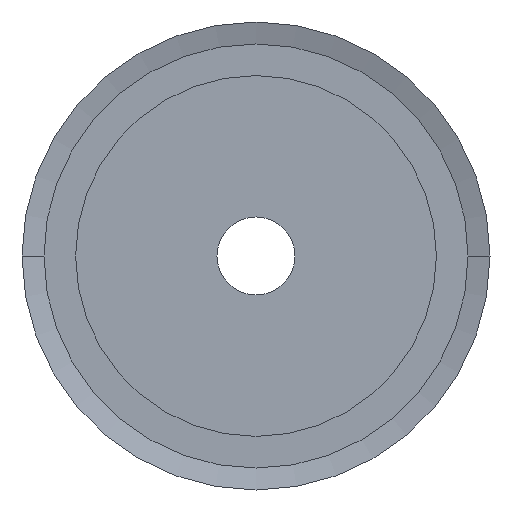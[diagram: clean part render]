
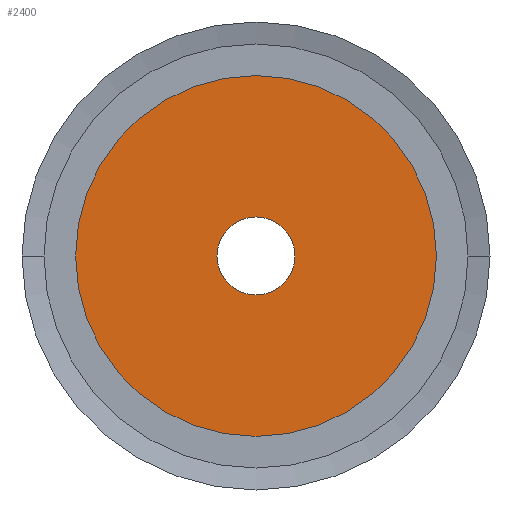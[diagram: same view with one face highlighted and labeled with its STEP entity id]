
A CAD part, left-side view. The second image highlights one B-rep face of the part: STEP entity #2400.
In plain terms, the highlighted planar face has unit normal (-1, 0, 0).
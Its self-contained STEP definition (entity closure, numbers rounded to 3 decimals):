
#2355=CARTESIAN_POINT('',(0.,0.,0.));
#2356=DIRECTION('',(1.,0.,0.));
#2357=DIRECTION('',(0.,0.,-1.));
#2358=AXIS2_PLACEMENT_3D('',#2355,#2356,#2357);
#2359=PLANE('',#2358);
#2360=CARTESIAN_POINT('',(0.,0.,18.5));
#2361=VERTEX_POINT('',#2360);
#2362=CARTESIAN_POINT('',(0.,-0.,-18.5));
#2363=VERTEX_POINT('',#2362);
#2364=CARTESIAN_POINT('',(0.,0.,0.));
#2365=DIRECTION('',(1.,0.,0.));
#2366=DIRECTION('',(0.,0.,-1.));
#2367=AXIS2_PLACEMENT_3D('',#2364,#2365,#2366);
#2368=CIRCLE('',#2367,18.5);
#2369=EDGE_CURVE('',#2361,#2363,#2368,.T.);
#2370=ORIENTED_EDGE('',*,*,#2369,.F.);
#2371=CARTESIAN_POINT('',(0.,0.,0.));
#2372=DIRECTION('',(1.,0.,0.));
#2373=DIRECTION('',(0.,0.,-1.));
#2374=AXIS2_PLACEMENT_3D('',#2371,#2372,#2373);
#2375=CIRCLE('',#2374,18.5);
#2376=EDGE_CURVE('',#2363,#2361,#2375,.T.);
#2377=ORIENTED_EDGE('',*,*,#2376,.F.);
#2378=EDGE_LOOP('',(#2370,#2377));
#2379=FACE_BOUND('',#2378,.T.);
#2380=CARTESIAN_POINT('',(0.,-0.,-4.));
#2381=VERTEX_POINT('',#2380);
#2382=CARTESIAN_POINT('',(0.,0.,4.));
#2383=VERTEX_POINT('',#2382);
#2384=CARTESIAN_POINT('',(0.,0.,0.));
#2385=DIRECTION('',(1.,0.,0.));
#2386=DIRECTION('',(0.,0.,-1.));
#2387=AXIS2_PLACEMENT_3D('',#2384,#2385,#2386);
#2388=CIRCLE('',#2387,4.);
#2389=EDGE_CURVE('',#2381,#2383,#2388,.T.);
#2390=ORIENTED_EDGE('',*,*,#2389,.T.);
#2391=CARTESIAN_POINT('',(0.,0.,0.));
#2392=DIRECTION('',(1.,0.,0.));
#2393=DIRECTION('',(0.,0.,-1.));
#2394=AXIS2_PLACEMENT_3D('',#2391,#2392,#2393);
#2395=CIRCLE('',#2394,4.);
#2396=EDGE_CURVE('',#2383,#2381,#2395,.T.);
#2397=ORIENTED_EDGE('',*,*,#2396,.T.);
#2398=EDGE_LOOP('',(#2390,#2397));
#2399=FACE_BOUND('',#2398,.T.);
#2400=ADVANCED_FACE('',(#2379,#2399),#2359,.F.);
